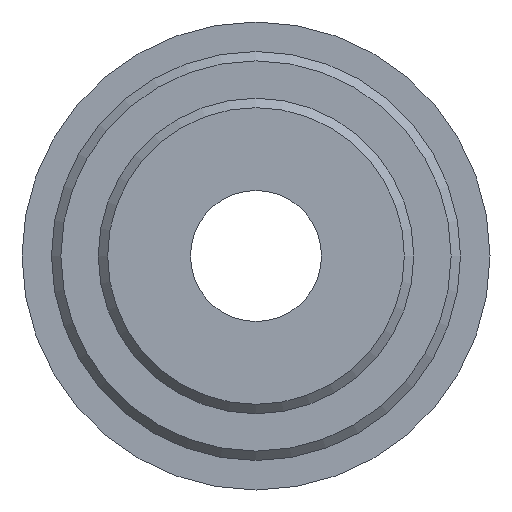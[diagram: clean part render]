
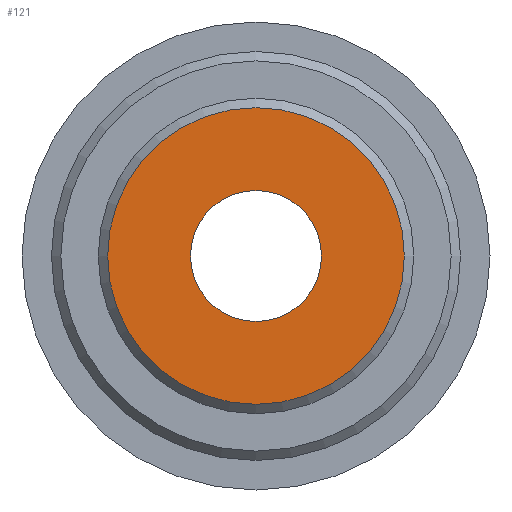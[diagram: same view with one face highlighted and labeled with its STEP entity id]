
A CAD part, front view. The second image highlights one B-rep face of the part: STEP entity #121.
In plain terms, the highlighted planar face has unit normal (0, -1, 0).
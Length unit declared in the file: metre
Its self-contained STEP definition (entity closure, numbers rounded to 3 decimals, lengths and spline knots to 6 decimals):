
#28=ORIENTED_EDGE('',*,*,#48,.T.);
#29=ORIENTED_EDGE('',*,*,#49,.F.);
#48=EDGE_CURVE('',#58,#58,#68,.T.);
#49=EDGE_CURVE('',#59,#59,#69,.T.);
#58=VERTEX_POINT('',#213);
#59=VERTEX_POINT('',#215);
#68=CIRCLE('',#147,0.01585);
#69=CIRCLE('',#148,0.007);
#78=EDGE_LOOP('',(#28));
#79=EDGE_LOOP('',(#29));
#98=FACE_BOUND('',#78,.T.);
#99=FACE_BOUND('',#79,.T.);
#117=PLANE('',#146);
#121=ADVANCED_FACE('',(#98,#99),#117,.T.);
#146=AXIS2_PLACEMENT_3D('',#211,#171,#172);
#147=AXIS2_PLACEMENT_3D('',#212,#173,#174);
#148=AXIS2_PLACEMENT_3D('',#214,#175,#176);
#171=DIRECTION('',(0.,-1.,0.));
#172=DIRECTION('',(0.,0.,-1.));
#173=DIRECTION('',(0.,-1.,0.));
#174=DIRECTION('',(0.,0.,-1.));
#175=DIRECTION('',(0.,-1.,0.));
#176=DIRECTION('',(0.,0.,-1.));
#211=CARTESIAN_POINT('',(-0.529635,0.399559,0.));
#212=CARTESIAN_POINT('',(-0.53806,0.399559,0.));
#213=CARTESIAN_POINT('',(-0.53806,0.399559,-0.01585));
#214=CARTESIAN_POINT('',(-0.53806,0.399559,0.));
#215=CARTESIAN_POINT('',(-0.53806,0.399559,-0.007));
